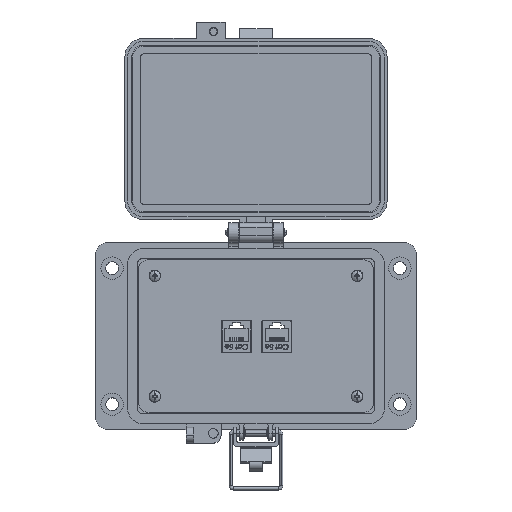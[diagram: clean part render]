
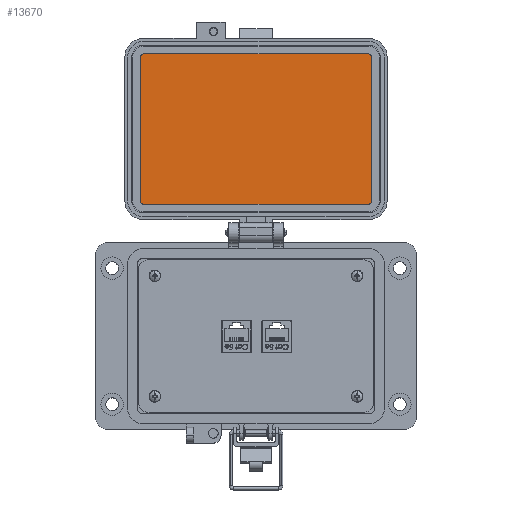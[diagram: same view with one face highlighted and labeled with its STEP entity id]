
A CAD part, top view. The second image highlights one B-rep face of the part: STEP entity #13670.
In plain terms, the highlighted planar face has unit normal (0, 0, 1).
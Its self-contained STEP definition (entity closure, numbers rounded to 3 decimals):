
#118 = LINE ( 'NONE', #43509, #39217 ) ;
#705 = EDGE_LOOP ( 'NONE', ( #8000, #26621, #19872, #24874, #43112, #6460, #1083, #12215 ) ) ;
#1083 = ORIENTED_EDGE ( 'NONE', *, *, #30435, .F. ) ;
#1978 = EDGE_CURVE ( 'NONE', #33551, #41288, #10710, .T. ) ;
#2722 = LINE ( 'NONE', #30742, #31793 ) ;
#2763 = VERTEX_POINT ( 'NONE', #37159 ) ;
#3478 = EDGE_CURVE ( 'NONE', #35038, #12973, #17118, .T. ) ;
#3721 = CARTESIAN_POINT ( 'NONE',  ( -57.72, 67.765, 8.694 ) ) ;
#5404 = VERTEX_POINT ( 'NONE', #28664 ) ;
#5512 = DIRECTION ( 'NONE',  ( 0., -1., 0. ) ) ;
#6460 = ORIENTED_EDGE ( 'NONE', *, *, #19673, .F. ) ;
#6696 = CARTESIAN_POINT ( 'NONE',  ( -57.72, 143.334, 8.694 ) ) ;
#7517 = CIRCLE ( 'NONE', #38840, 1.785 ) ;
#7568 = AXIS2_PLACEMENT_3D ( 'NONE', #6696, #35177, #17440 ) ;
#7666 = VECTOR ( 'NONE', #39283, 1000. ) ;
#8000 = ORIENTED_EDGE ( 'NONE', *, *, #38178, .F. ) ;
#9475 = DIRECTION ( 'NONE',  ( 0., 0., -1. ) ) ;
#10710 = CIRCLE ( 'NONE', #12226, 1.785 ) ;
#10900 = EDGE_CURVE ( 'NONE', #2763, #24465, #118, .T. ) ;
#11278 = DIRECTION ( 'NONE',  ( 0., -1., 0. ) ) ;
#11540 = CIRCLE ( 'NONE', #12315, 1.785 ) ;
#11973 = DIRECTION ( 'NONE',  ( 0., 0., -1. ) ) ;
#12215 = ORIENTED_EDGE ( 'NONE', *, *, #10900, .F. ) ;
#12226 = AXIS2_PLACEMENT_3D ( 'NONE', #23024, #9475, #5512 ) ;
#12315 = AXIS2_PLACEMENT_3D ( 'NONE', #25966, #11973, #11278 ) ;
#12697 = EDGE_CURVE ( 'NONE', #41288, #5404, #21925, .T. ) ;
#12973 = VERTEX_POINT ( 'NONE', #35182 ) ;
#13562 = DIRECTION ( 'NONE',  ( 0., -1., 0. ) ) ;
#13670 = ADVANCED_FACE ( 'NONE', ( #27795 ), #45512, .T. ) ;
#14347 = DIRECTION ( 'NONE',  ( 1., 0., 0. ) ) ;
#14641 = CARTESIAN_POINT ( 'NONE',  ( 59.502, 143.334, 8.694 ) ) ;
#16600 = CARTESIAN_POINT ( 'NONE',  ( -30.745, 145.119, 8.694 ) ) ;
#16668 = VERTEX_POINT ( 'NONE', #14641 ) ;
#16685 = CARTESIAN_POINT ( 'NONE',  ( 57.717, 143.334, 8.694 ) ) ;
#17118 = LINE ( 'NONE', #31360, #7666 ) ;
#17440 = DIRECTION ( 'NONE',  ( 0., -1., 0. ) ) ;
#19673 = EDGE_CURVE ( 'NONE', #16668, #33551, #2722, .T. ) ;
#19792 = AXIS2_PLACEMENT_3D ( 'NONE', #16600, #41801, #13562 ) ;
#19872 = ORIENTED_EDGE ( 'NONE', *, *, #45983, .F. ) ;
#19960 = DIRECTION ( 'NONE',  ( 0., -1., 0. ) ) ;
#20850 = CARTESIAN_POINT ( 'NONE',  ( 57.717, 67.765, 8.694 ) ) ;
#21925 = LINE ( 'NONE', #3721, #27232 ) ;
#23024 = CARTESIAN_POINT ( 'NONE',  ( 57.717, 69.55, 8.694 ) ) ;
#24465 = VERTEX_POINT ( 'NONE', #31158 ) ;
#24874 = ORIENTED_EDGE ( 'NONE', *, *, #12697, .F. ) ;
#25966 = CARTESIAN_POINT ( 'NONE',  ( -57.72, 69.55, 8.694 ) ) ;
#26621 = ORIENTED_EDGE ( 'NONE', *, *, #3478, .F. ) ;
#26955 = DIRECTION ( 'NONE',  ( 0., 0., -1. ) ) ;
#26997 = DIRECTION ( 'NONE',  ( 0., -1., 0. ) ) ;
#27232 = VECTOR ( 'NONE', #35702, 1000. ) ;
#27795 = FACE_OUTER_BOUND ( 'NONE', #705, .T. ) ;
#28459 = CIRCLE ( 'NONE', #7568, 1.785 ) ;
#28664 = CARTESIAN_POINT ( 'NONE',  ( -57.72, 67.765, 8.694 ) ) ;
#28817 = CARTESIAN_POINT ( 'NONE',  ( 59.502, 69.55, 8.694 ) ) ;
#30435 = EDGE_CURVE ( 'NONE', #24465, #16668, #7517, .T. ) ;
#30742 = CARTESIAN_POINT ( 'NONE',  ( 59.502, 69.55, 8.694 ) ) ;
#31158 = CARTESIAN_POINT ( 'NONE',  ( 57.717, 145.119, 8.694 ) ) ;
#31360 = CARTESIAN_POINT ( 'NONE',  ( -59.505, 143.334, 8.694 ) ) ;
#31793 = VECTOR ( 'NONE', #26997, 1000. ) ;
#33551 = VERTEX_POINT ( 'NONE', #28817 ) ;
#34617 = CARTESIAN_POINT ( 'NONE',  ( -59.505, 69.55, 8.694 ) ) ;
#35038 = VERTEX_POINT ( 'NONE', #34617 ) ;
#35177 = DIRECTION ( 'NONE',  ( 0., 0., -1. ) ) ;
#35182 = CARTESIAN_POINT ( 'NONE',  ( -59.505, 143.334, 8.694 ) ) ;
#35702 = DIRECTION ( 'NONE',  ( -1., 0., 0. ) ) ;
#37159 = CARTESIAN_POINT ( 'NONE',  ( -57.72, 145.119, 8.694 ) ) ;
#38178 = EDGE_CURVE ( 'NONE', #12973, #2763, #28459, .T. ) ;
#38840 = AXIS2_PLACEMENT_3D ( 'NONE', #16685, #26955, #19960 ) ;
#39217 = VECTOR ( 'NONE', #14347, 1000. ) ;
#39283 = DIRECTION ( 'NONE',  ( 0., 1., 0. ) ) ;
#41288 = VERTEX_POINT ( 'NONE', #20850 ) ;
#41801 = DIRECTION ( 'NONE',  ( 0., 0., 1. ) ) ;
#43112 = ORIENTED_EDGE ( 'NONE', *, *, #1978, .F. ) ;
#43509 = CARTESIAN_POINT ( 'NONE',  ( 57.717, 145.119, 8.694 ) ) ;
#45512 = PLANE ( 'NONE',  #19792 ) ;
#45983 = EDGE_CURVE ( 'NONE', #5404, #35038, #11540, .T. ) ;
